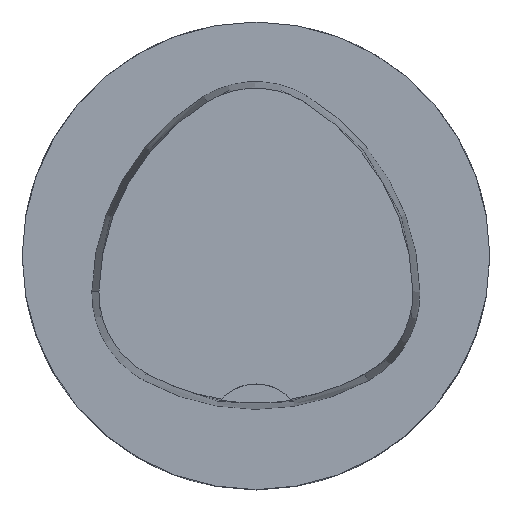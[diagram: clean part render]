
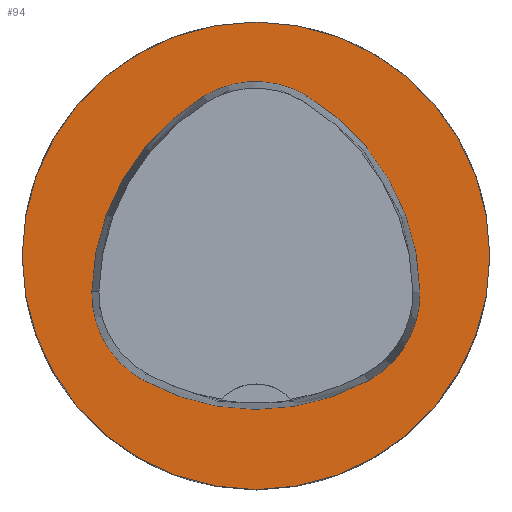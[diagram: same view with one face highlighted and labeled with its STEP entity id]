
A CAD part, top view. The second image highlights one B-rep face of the part: STEP entity #94.
In plain terms, the highlighted planar face has unit normal (0, 0, 1).
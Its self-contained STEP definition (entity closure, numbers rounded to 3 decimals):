
#48=FACE_BOUND('',#154,.T.);
#49=FACE_BOUND('',#155,.T.);
#69=PLANE('',#521);
#94=ADVANCED_FACE('',(#48,#49),#69,.T.);
#154=EDGE_LOOP('',(#269,#270,#271,#272,#273,#274));
#155=EDGE_LOOP('',(#275));
#269=ORIENTED_EDGE('',*,*,#405,.T.);
#270=ORIENTED_EDGE('',*,*,#385,.T.);
#271=ORIENTED_EDGE('',*,*,#389,.T.);
#272=ORIENTED_EDGE('',*,*,#392,.T.);
#273=ORIENTED_EDGE('',*,*,#395,.T.);
#274=ORIENTED_EDGE('',*,*,#403,.T.);
#275=ORIENTED_EDGE('',*,*,#408,.F.);
#345=VERTEX_POINT('',#722);
#346=VERTEX_POINT('',#723);
#349=VERTEX_POINT('',#731);
#351=VERTEX_POINT('',#737);
#353=VERTEX_POINT('',#743);
#360=VERTEX_POINT('',#764);
#361=VERTEX_POINT('',#774);
#385=EDGE_CURVE('',#345,#346,#441,.T.);
#389=EDGE_CURVE('',#346,#349,#443,.T.);
#392=EDGE_CURVE('',#349,#351,#445,.T.);
#395=EDGE_CURVE('',#351,#353,#447,.T.);
#403=EDGE_CURVE('',#353,#360,#451,.T.);
#405=EDGE_CURVE('',#360,#345,#453,.T.);
#408=EDGE_CURVE('',#361,#361,#456,.T.);
#441=CIRCLE('',#498,20.);
#443=CIRCLE('',#501,8.5);
#445=CIRCLE('',#504,20.);
#447=CIRCLE('',#507,8.5);
#451=CIRCLE('',#512,20.);
#453=CIRCLE('',#515,8.5);
#456=CIRCLE('',#520,20.);
#498=AXIS2_PLACEMENT_3D('',#721,#568,#569);
#501=AXIS2_PLACEMENT_3D('',#730,#576,#577);
#504=AXIS2_PLACEMENT_3D('',#736,#583,#584);
#507=AXIS2_PLACEMENT_3D('',#742,#590,#591);
#512=AXIS2_PLACEMENT_3D('',#765,#602,#603);
#515=AXIS2_PLACEMENT_3D('',#768,#608,#609);
#520=AXIS2_PLACEMENT_3D('',#773,#618,#619);
#521=AXIS2_PLACEMENT_3D('',#775,#620,#621);
#568=DIRECTION('',(0.,0.,-1.));
#569=DIRECTION('',(-1.,0.,0.));
#576=DIRECTION('',(0.,0.,-1.));
#577=DIRECTION('',(-1.,0.,0.));
#583=DIRECTION('',(0.,0.,-1.));
#584=DIRECTION('',(-1.,0.,0.));
#590=DIRECTION('',(0.,0.,-1.));
#591=DIRECTION('',(-1.,0.,0.));
#602=DIRECTION('',(0.,0.,-1.));
#603=DIRECTION('',(-1.,0.,0.));
#608=DIRECTION('',(0.,0.,-1.));
#609=DIRECTION('',(-1.,0.,0.));
#618=DIRECTION('',(0.,0.,-1.));
#619=DIRECTION('',(-1.,0.,0.));
#620=DIRECTION('',(0.,0.,1.));
#621=DIRECTION('',(-1.,0.,0.));
#721=CARTESIAN_POINT('',(5.955,-3.414,0.));
#722=CARTESIAN_POINT('',(-14.041,-3.042,0.));
#723=CARTESIAN_POINT('',(-4.472,13.653,0.));
#730=CARTESIAN_POINT('',(-0.04,6.4,0.));
#731=CARTESIAN_POINT('',(4.347,13.68,0.));
#736=CARTESIAN_POINT('',(-5.976,-3.45,0.));
#737=CARTESIAN_POINT('',(14.021,-3.075,0.));
#742=CARTESIAN_POINT('',(5.522,-3.235,0.));
#743=CARTESIAN_POINT('',(9.588,-10.699,0.));
#764=CARTESIAN_POINT('',(-9.655,-10.639,0.));
#765=CARTESIAN_POINT('',(0.022,6.864,0.));
#768=CARTESIAN_POINT('',(-5.543,-3.2,0.));
#773=CARTESIAN_POINT('',(0.,0.,0.));
#774=CARTESIAN_POINT('',(-20.,0.,0.));
#775=CARTESIAN_POINT('',(0.,0.,0.));
